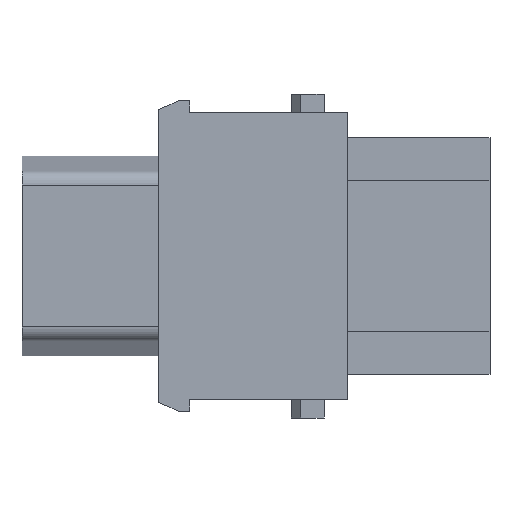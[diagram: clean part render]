
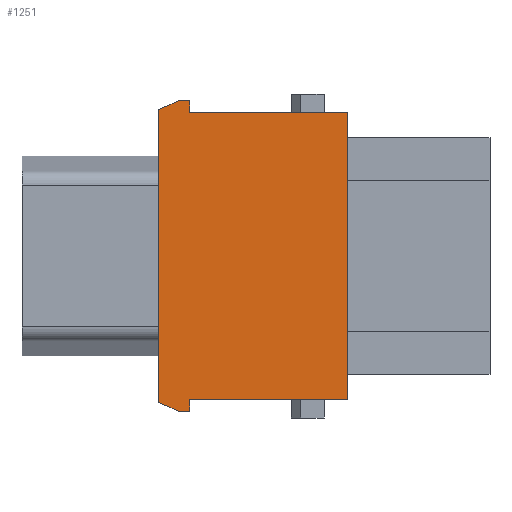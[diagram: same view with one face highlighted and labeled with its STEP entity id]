
A CAD part, left-side view. The second image highlights one B-rep face of the part: STEP entity #1251.
In plain terms, the highlighted planar face has unit normal (-1, 0, 0).
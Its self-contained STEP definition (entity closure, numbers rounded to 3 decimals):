
#1251=ADVANCED_FACE('',(#1693),#1461,.T.);
#1461=PLANE('',#5982);
#1693=FACE_OUTER_BOUND('',#1937,.T.);
#1937=EDGE_LOOP('',(#3031,#3032,#3033,#3034,#3035,#3036,#3037,#3038,#3039,
#3040));
#3031=ORIENTED_EDGE('',*,*,#4327,.F.);
#3032=ORIENTED_EDGE('',*,*,#4326,.T.);
#3033=ORIENTED_EDGE('',*,*,#4317,.T.);
#3034=ORIENTED_EDGE('',*,*,#4321,.T.);
#3035=ORIENTED_EDGE('',*,*,#4328,.F.);
#3036=ORIENTED_EDGE('',*,*,#4329,.F.);
#3037=ORIENTED_EDGE('',*,*,#4330,.T.);
#3038=ORIENTED_EDGE('',*,*,#4312,.T.);
#3039=ORIENTED_EDGE('',*,*,#4309,.T.);
#3040=ORIENTED_EDGE('',*,*,#4331,.T.);
#3680=VERTEX_POINT('',#8411);
#3681=VERTEX_POINT('',#8413);
#3683=VERTEX_POINT('',#8419);
#3687=VERTEX_POINT('',#8428);
#3688=VERTEX_POINT('',#8430);
#3690=VERTEX_POINT('',#8436);
#3693=VERTEX_POINT('',#8446);
#3694=VERTEX_POINT('',#8450);
#3695=VERTEX_POINT('',#8452);
#3696=VERTEX_POINT('',#8454);
#4309=EDGE_CURVE('',#3681,#3680,#4894,.T.);
#4312=EDGE_CURVE('',#3683,#3681,#4897,.T.);
#4317=EDGE_CURVE('',#3688,#3687,#4902,.T.);
#4321=EDGE_CURVE('',#3687,#3690,#4906,.T.);
#4326=EDGE_CURVE('',#3693,#3688,#4911,.T.);
#4327=EDGE_CURVE('',#3693,#3694,#4912,.T.);
#4328=EDGE_CURVE('',#3695,#3690,#4913,.T.);
#4329=EDGE_CURVE('',#3696,#3695,#4914,.T.);
#4330=EDGE_CURVE('',#3696,#3683,#4915,.T.);
#4331=EDGE_CURVE('',#3680,#3694,#4916,.T.);
#4894=LINE('',#8412,#5473);
#4897=LINE('',#8418,#5476);
#4902=LINE('',#8429,#5481);
#4906=LINE('',#8437,#5485);
#4911=LINE('',#8447,#5490);
#4912=LINE('',#8449,#5491);
#4913=LINE('',#8451,#5492);
#4914=LINE('',#8453,#5493);
#4915=LINE('',#8455,#5494);
#4916=LINE('',#8456,#5495);
#5473=VECTOR('',#7085,1.);
#5476=VECTOR('',#7090,1.);
#5481=VECTOR('',#7097,1.);
#5485=VECTOR('',#7103,1.);
#5490=VECTOR('',#7112,1.);
#5491=VECTOR('',#7115,1.);
#5492=VECTOR('',#7116,1.);
#5493=VECTOR('',#7117,1.);
#5494=VECTOR('',#7118,1.);
#5495=VECTOR('',#7119,1.);
#5982=AXIS2_PLACEMENT_3D('',#8457,#7120,#7121);
#7085=DIRECTION('',(0.,1.,0.));
#7090=DIRECTION('',(0.,0.,1.));
#7097=DIRECTION('',(0.,-1.,0.));
#7103=DIRECTION('',(0.,0.,1.));
#7112=DIRECTION('',(0.,-0.906,-0.423));
#7115=DIRECTION('',(0.,0.,1.));
#7116=DIRECTION('',(0.,1.,0.));
#7117=DIRECTION('',(0.,0.,-1.));
#7118=DIRECTION('',(0.,1.,0.));
#7119=DIRECTION('',(0.,0.906,-0.423));
#7120=DIRECTION('',(-1.,0.,0.));
#7121=DIRECTION('',(0.,0.,1.));
#8411=CARTESIAN_POINT('',(-7.325,0.35,16.4));
#8412=CARTESIAN_POINT('',(-7.325,-0.85,16.4));
#8413=CARTESIAN_POINT('',(-7.325,-0.85,16.4));
#8418=CARTESIAN_POINT('',(-7.325,-0.85,15.15));
#8419=CARTESIAN_POINT('',(-7.325,-0.85,15.15));
#8428=CARTESIAN_POINT('',(-7.325,-0.85,-16.4));
#8429=CARTESIAN_POINT('',(-7.325,0.35,-16.4));
#8430=CARTESIAN_POINT('',(-7.325,0.35,-16.4));
#8436=CARTESIAN_POINT('',(-7.325,-0.85,-15.15));
#8437=CARTESIAN_POINT('',(-7.325,-0.85,-16.4));
#8446=CARTESIAN_POINT('',(-7.325,2.45,-15.421));
#8447=CARTESIAN_POINT('',(-7.325,2.45,-15.421));
#8449=CARTESIAN_POINT('',(-7.325,2.45,-15.421));
#8450=CARTESIAN_POINT('',(-7.325,2.45,15.421));
#8451=CARTESIAN_POINT('',(-7.325,-17.55,-15.15));
#8452=CARTESIAN_POINT('',(-7.325,-17.55,-15.15));
#8453=CARTESIAN_POINT('',(-7.325,-17.55,15.15));
#8454=CARTESIAN_POINT('',(-7.325,-17.55,15.15));
#8455=CARTESIAN_POINT('',(-7.325,-17.55,15.15));
#8456=CARTESIAN_POINT('',(-7.325,0.35,16.4));
#8457=CARTESIAN_POINT('',(-7.325,-17.75,-16.699));
